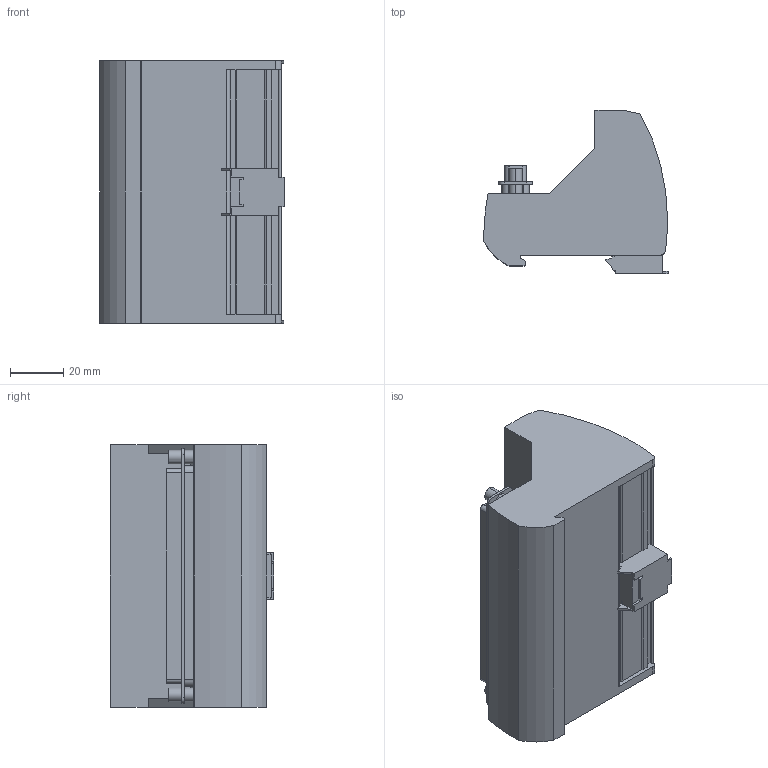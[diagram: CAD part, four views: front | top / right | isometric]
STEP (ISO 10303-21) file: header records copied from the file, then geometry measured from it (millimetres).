
FILE_DESCRIPTION(('SolidDesigner STEP Export'),'2;1');
FILE_NAME('2315159_VIP_3_SC_D50SUB_M-select.stp','2012-07-09T13:20:31',(''),(''),'CoCreate Modeling STEP processor for AP214 (Solid Model)','CoCreate Modeling 16.00A 16-Aug-2008 (C) Parametric Technology GmbH','');
FILE_SCHEMA(('AUTOMOTIVE_DESIGN { 1 0 10303 214 1 1 1 1 }'));
Length unit declared in the file: millimetre
Products named in the file (2): 2315159_VIP_3_SC_D50SUB_M-select
Assembly tree (1 placements, depth 2):
  2315159_VIP_3_SC_D50SUB_M-select
    2315159_VIP_3_SC_D50SUB_M-select
Bounding box: 69.05 x 60.97 x 98.24 mm (x, y, z)
Volume: 209641.1 mm3; surface area: 39299 mm2
Topology: 1 solids, 1 shells, 891 faces, 2482 edges, 1529 vertices
Faces by surface type: plane 727, cylinder 164
Entity records: 31596 total; most frequent: ORIENTED_EDGE 4676, CARTESIAN_POINT 4369, DIRECTION 3896, EDGE_CURVE 2338, VECTOR 1928, LINE 1928, VERTEX_POINT 1457, AXIS2_PLACEMENT_3D 984
